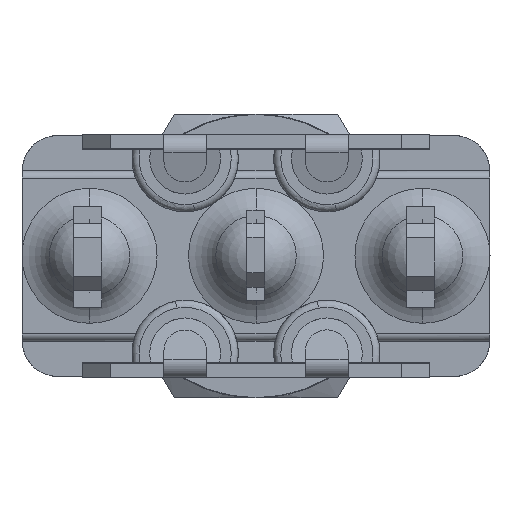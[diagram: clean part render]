
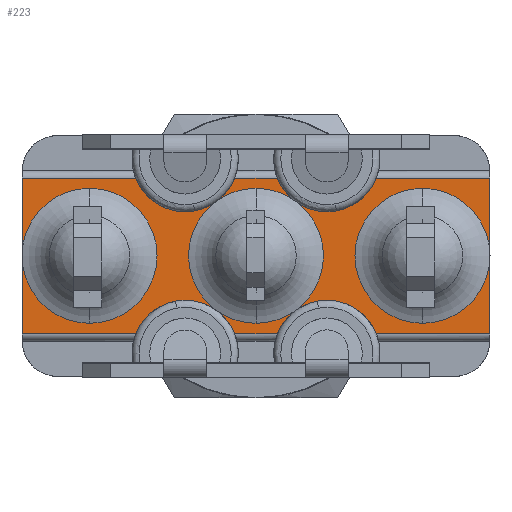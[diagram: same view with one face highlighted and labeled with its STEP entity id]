
A CAD part, front view. The second image highlights one B-rep face of the part: STEP entity #223.
In plain terms, the highlighted planar face has unit normal (0, -1, 0).
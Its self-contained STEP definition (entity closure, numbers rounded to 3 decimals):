
#223=ADVANCED_FACE('',(#1001,#1002,#1003,#1004),#1005,.T.);
#1001=FACE_OUTER_BOUND('',#2502,.T.);
#1002=FACE_BOUND('',#2503,.T.);
#1003=FACE_BOUND('',#2504,.T.);
#1004=FACE_BOUND('',#2505,.T.);
#1005=PLANE('',#2506);
#2502=EDGE_LOOP('',(#8562,#8563,#8564,#8565,#8566,#8567,#8568,#8569,#8570,#8571,#8572,#8573,#8574,#8575,#8576,#8577));
#2503=EDGE_LOOP('',(#8578,#8579,#8580,#8581));
#2504=EDGE_LOOP('',(#8582,#8583,#8584,#8585));
#2505=EDGE_LOOP('',(#8586,#8587,#8588,#8589));
#2506=AXIS2_PLACEMENT_3D('',#8590,#8591,#8592);
#8562=ORIENTED_EDGE('',*,*,#14330,.T.);
#8563=ORIENTED_EDGE('',*,*,#14198,.T.);
#8564=ORIENTED_EDGE('',*,*,#14331,.T.);
#8565=ORIENTED_EDGE('',*,*,#14332,.T.);
#8566=ORIENTED_EDGE('',*,*,#14155,.T.);
#8567=ORIENTED_EDGE('',*,*,#14333,.T.);
#8568=ORIENTED_EDGE('',*,*,#14334,.T.);
#8569=ORIENTED_EDGE('',*,*,#14335,.T.);
#8570=ORIENTED_EDGE('',*,*,#14166,.T.);
#8571=ORIENTED_EDGE('',*,*,#14336,.T.);
#8572=ORIENTED_EDGE('',*,*,#14337,.T.);
#8573=ORIENTED_EDGE('',*,*,#14173,.T.);
#8574=ORIENTED_EDGE('',*,*,#14338,.T.);
#8575=ORIENTED_EDGE('',*,*,#14339,.T.);
#8576=ORIENTED_EDGE('',*,*,#14340,.T.);
#8577=ORIENTED_EDGE('',*,*,#14341,.T.);
#8578=ORIENTED_EDGE('',*,*,#14342,.F.);
#8579=ORIENTED_EDGE('',*,*,#14343,.T.);
#8580=ORIENTED_EDGE('',*,*,#14344,.F.);
#8581=ORIENTED_EDGE('',*,*,#14345,.T.);
#8582=ORIENTED_EDGE('',*,*,#14346,.F.);
#8583=ORIENTED_EDGE('',*,*,#14347,.F.);
#8584=ORIENTED_EDGE('',*,*,#14348,.F.);
#8585=ORIENTED_EDGE('',*,*,#14349,.F.);
#8586=ORIENTED_EDGE('',*,*,#14322,.T.);
#8587=ORIENTED_EDGE('',*,*,#14320,.T.);
#8588=ORIENTED_EDGE('',*,*,#14318,.T.);
#8589=ORIENTED_EDGE('',*,*,#14324,.F.);
#8590=CARTESIAN_POINT('',(0.0,-10.95,0.0));
#8591=DIRECTION('',(0.0,-1.0,0.0));
#8592=DIRECTION('',(1.0,0.0,0.0));
#14155=EDGE_CURVE('',#16103,#16111,#16113,.T.);
#14166=EDGE_CURVE('',#16134,#16132,#16135,.T.);
#14173=EDGE_CURVE('',#16148,#16145,#16149,.T.);
#14198=EDGE_CURVE('',#16186,#16194,#16196,.T.);
#14318=EDGE_CURVE('',#16411,#16409,#16412,.T.);
#14320=EDGE_CURVE('',#16414,#16411,#16415,.T.);
#14322=EDGE_CURVE('',#16417,#16414,#16418,.T.);
#14324=EDGE_CURVE('',#16417,#16409,#16420,.T.);
#14330=EDGE_CURVE('',#16428,#16186,#16429,.T.);
#14331=EDGE_CURVE('',#16194,#16430,#16431,.T.);
#14332=EDGE_CURVE('',#16430,#16103,#16432,.T.);
#14333=EDGE_CURVE('',#16111,#16433,#16434,.T.);
#14334=EDGE_CURVE('',#16433,#16435,#16436,.T.);
#14335=EDGE_CURVE('',#16435,#16134,#16437,.T.);
#14336=EDGE_CURVE('',#16132,#16438,#16439,.T.);
#14337=EDGE_CURVE('',#16438,#16148,#16440,.T.);
#14338=EDGE_CURVE('',#16145,#16441,#16442,.T.);
#14339=EDGE_CURVE('',#16441,#16443,#16444,.T.);
#14340=EDGE_CURVE('',#16443,#16445,#16446,.T.);
#14341=EDGE_CURVE('',#16445,#16428,#16447,.T.);
#14342=EDGE_CURVE('',#16448,#16449,#16450,.T.);
#14343=EDGE_CURVE('',#16448,#16451,#16452,.T.);
#14344=EDGE_CURVE('',#16453,#16451,#16454,.T.);
#14345=EDGE_CURVE('',#16453,#16449,#16455,.T.);
#14346=EDGE_CURVE('',#16456,#16457,#16458,.T.);
#14347=EDGE_CURVE('',#16459,#16456,#16460,.T.);
#14348=EDGE_CURVE('',#16461,#16459,#16462,.T.);
#14349=EDGE_CURVE('',#16457,#16461,#16463,.T.);
#16103=VERTEX_POINT('',#19323);
#16111=VERTEX_POINT('',#19334);
#16113=CIRCLE('',#19343,1.5);
#16132=VERTEX_POINT('',#19385);
#16134=VERTEX_POINT('',#19388);
#16135=CIRCLE('',#19389,1.5);
#16145=VERTEX_POINT('',#19408);
#16148=VERTEX_POINT('',#19412);
#16149=CIRCLE('',#19413,1.5);
#16186=VERTEX_POINT('',#19489);
#16194=VERTEX_POINT('',#19500);
#16196=CIRCLE('',#19509,1.5);
#16409=VERTEX_POINT('',#19926);
#16411=VERTEX_POINT('',#19929);
#16412=LINE('',#19930,#19931);
#16414=VERTEX_POINT('',#19934);
#16415=LINE('',#19935,#19936);
#16417=VERTEX_POINT('',#19939);
#16418=LINE('',#19940,#19941);
#16420=LINE('',#19944,#19945);
#16428=VERTEX_POINT('',#19976);
#16429=CIRCLE('',#19977,1.5);
#16430=VERTEX_POINT('',#19978);
#16431=LINE('',#19979,#19980);
#16432=CIRCLE('',#19981,1.5);
#16433=VERTEX_POINT('',#19982);
#16434=LINE('',#19983,#19984);
#16435=VERTEX_POINT('',#19985);
#16436=LINE('',#19986,#19987);
#16437=LINE('',#19988,#19989);
#16438=VERTEX_POINT('',#19990);
#16439=CIRCLE('',#19991,1.5);
#16440=LINE('',#19992,#19993);
#16441=VERTEX_POINT('',#19994);
#16442=CIRCLE('',#19995,1.5);
#16443=VERTEX_POINT('',#19996);
#16444=LINE('',#19997,#19998);
#16445=VERTEX_POINT('',#19999);
#16446=LINE('',#20000,#20001);
#16447=LINE('',#20002,#20003);
#16448=VERTEX_POINT('',#20004);
#16449=VERTEX_POINT('',#20005);
#16450=LINE('',#20006,#20007);
#16451=VERTEX_POINT('',#20008);
#16452=LINE('',#20009,#20010);
#16453=VERTEX_POINT('',#20011);
#16454=LINE('',#20012,#20013);
#16455=LINE('',#20014,#20015);
#16456=VERTEX_POINT('',#20016);
#16457=VERTEX_POINT('',#20017);
#16458=LINE('',#20018,#20019);
#16459=VERTEX_POINT('',#20020);
#16460=LINE('',#20021,#20022);
#16461=VERTEX_POINT('',#20023);
#16462=LINE('',#20024,#20025);
#16463=LINE('',#20026,#20027);
#19323=CARTESIAN_POINT('',(2.0,-10.95,-1.25));
#19334=CARTESIAN_POINT('',(3.396,-10.95,-2.2));
#19343=AXIS2_PLACEMENT_3D('',#27809,#27810,#27811);
#19385=CARTESIAN_POINT('',(2.0,-10.95,1.25));
#19388=CARTESIAN_POINT('',(3.396,-10.95,2.2));
#19389=AXIS2_PLACEMENT_3D('',#27830,#27831,#27832);
#19408=CARTESIAN_POINT('',(-2.0,-10.95,1.25));
#19412=CARTESIAN_POINT('',(-0.604,-10.95,2.2));
#19413=AXIS2_PLACEMENT_3D('',#27842,#27843,#27844);
#19489=CARTESIAN_POINT('',(-2.0,-10.95,-1.25));
#19500=CARTESIAN_POINT('',(-0.604,-10.95,-2.2));
#19509=AXIS2_PLACEMENT_3D('',#27888,#27889,#27890);
#19926=CARTESIAN_POINT('',(-4.25,-10.95,1.45));
#19929=CARTESIAN_POINT('',(-5.15,-10.95,1.45));
#19930=CARTESIAN_POINT('',(-5.15,-10.95,1.45));
#19931=VECTOR('',#28042,0.9);
#19934=CARTESIAN_POINT('',(-5.15,-10.95,-1.45));
#19935=CARTESIAN_POINT('',(-5.15,-10.95,-1.45));
#19936=VECTOR('',#28044,2.9);
#19939=CARTESIAN_POINT('',(-4.25,-10.95,-1.45));
#19940=CARTESIAN_POINT('',(-4.25,-10.95,-1.45));
#19941=VECTOR('',#28046,0.9);
#19944=CARTESIAN_POINT('',(-4.25,-10.95,-1.45));
#19945=VECTOR('',#28048,2.9);
#19976=CARTESIAN_POINT('',(-3.396,-10.95,-2.2));
#19977=AXIS2_PLACEMENT_3D('',#28052,#28053,#28054);
#19978=CARTESIAN_POINT('',(0.604,-10.95,-2.2));
#19979=CARTESIAN_POINT('',(-0.604,-10.95,-2.2));
#19980=VECTOR('',#28055,1.209);
#19981=AXIS2_PLACEMENT_3D('',#28056,#28057,#28058);
#19982=CARTESIAN_POINT('',(6.6,-10.95,-2.2));
#19983=CARTESIAN_POINT('',(3.396,-10.95,-2.2));
#19984=VECTOR('',#28059,3.204);
#19985=CARTESIAN_POINT('',(6.6,-10.95,2.2));
#19986=CARTESIAN_POINT('',(6.6,-10.95,-2.2));
#19987=VECTOR('',#28060,4.4);
#19988=CARTESIAN_POINT('',(6.6,-10.95,2.2));
#19989=VECTOR('',#28061,3.204);
#19990=CARTESIAN_POINT('',(0.604,-10.95,2.2));
#19991=AXIS2_PLACEMENT_3D('',#28062,#28063,#28064);
#19992=CARTESIAN_POINT('',(0.604,-10.95,2.2));
#19993=VECTOR('',#28065,1.209);
#19994=CARTESIAN_POINT('',(-3.396,-10.95,2.2));
#19995=AXIS2_PLACEMENT_3D('',#28066,#28067,#28068);
#19996=CARTESIAN_POINT('',(-6.6,-10.95,2.2));
#19997=CARTESIAN_POINT('',(-3.396,-10.95,2.2));
#19998=VECTOR('',#28069,3.204);
#19999=CARTESIAN_POINT('',(-6.6,-10.95,-2.2));
#20000=CARTESIAN_POINT('',(-6.6,-10.95,2.2));
#20001=VECTOR('',#28070,4.4);
#20002=CARTESIAN_POINT('',(-6.6,-10.95,-2.2));
#20003=VECTOR('',#28071,3.204);
#20004=CARTESIAN_POINT('',(0.325,-10.95,1.45));
#20005=CARTESIAN_POINT('',(-0.325,-10.95,1.45));
#20006=CARTESIAN_POINT('',(0.325,-10.95,1.45));
#20007=VECTOR('',#28072,0.65);
#20008=CARTESIAN_POINT('',(0.325,-10.95,-1.45));
#20009=CARTESIAN_POINT('',(0.325,-10.95,1.45));
#20010=VECTOR('',#28073,2.9);
#20011=CARTESIAN_POINT('',(-0.325,-10.95,-1.45));
#20012=CARTESIAN_POINT('',(-0.325,-10.95,-1.45));
#20013=VECTOR('',#28074,0.65);
#20014=CARTESIAN_POINT('',(-0.325,-10.95,-1.45));
#20015=VECTOR('',#28075,2.9);
#20016=CARTESIAN_POINT('',(5.15,-10.95,1.45));
#20017=CARTESIAN_POINT('',(4.25,-10.95,1.45));
#20018=CARTESIAN_POINT('',(5.15,-10.95,1.45));
#20019=VECTOR('',#28076,0.9);
#20020=CARTESIAN_POINT('',(5.15,-10.95,-1.45));
#20021=CARTESIAN_POINT('',(5.15,-10.95,-1.45));
#20022=VECTOR('',#28077,2.9);
#20023=CARTESIAN_POINT('',(4.25,-10.95,-1.45));
#20024=CARTESIAN_POINT('',(4.25,-10.95,-1.45));
#20025=VECTOR('',#28078,0.9);
#20026=CARTESIAN_POINT('',(4.25,-10.95,1.45));
#20027=VECTOR('',#28079,2.9);
#27809=CARTESIAN_POINT('',(2.0,-10.95,-2.75));
#27810=DIRECTION('',(0.0,1.0,0.0));
#27811=DIRECTION('',(-0.93,-0.0,0.367));
#27830=CARTESIAN_POINT('',(2.0,-10.95,2.75));
#27831=DIRECTION('',(0.0,1.0,0.0));
#27832=DIRECTION('',(0.93,0.0,-0.367));
#27842=CARTESIAN_POINT('',(-2.0,-10.95,2.75));
#27843=DIRECTION('',(0.0,1.0,0.0));
#27844=DIRECTION('',(0.93,0.0,-0.367));
#27888=CARTESIAN_POINT('',(-2.0,-10.95,-2.75));
#27889=DIRECTION('',(0.0,1.0,0.0));
#27890=DIRECTION('',(-0.93,-0.0,0.367));
#28042=DIRECTION('',(1.0,0.0,0.0));
#28044=DIRECTION('',(0.0,0.0,1.0));
#28046=DIRECTION('',(-1.0,0.0,0.0));
#28048=DIRECTION('',(0.0,0.0,1.0));
#28052=CARTESIAN_POINT('',(-2.0,-10.95,-2.75));
#28053=DIRECTION('',(0.0,1.0,0.0));
#28054=DIRECTION('',(-0.93,-0.0,0.367));
#28055=DIRECTION('',(1.0,0.0,0.0));
#28056=CARTESIAN_POINT('',(2.0,-10.95,-2.75));
#28057=DIRECTION('',(0.0,1.0,0.0));
#28058=DIRECTION('',(-0.93,-0.0,0.367));
#28059=DIRECTION('',(1.0,0.0,0.0));
#28060=DIRECTION('',(0.0,0.0,1.0));
#28061=DIRECTION('',(-1.0,0.0,0.0));
#28062=CARTESIAN_POINT('',(2.0,-10.95,2.75));
#28063=DIRECTION('',(0.0,1.0,0.0));
#28064=DIRECTION('',(0.93,0.0,-0.367));
#28065=DIRECTION('',(-1.0,0.0,0.0));
#28066=CARTESIAN_POINT('',(-2.0,-10.95,2.75));
#28067=DIRECTION('',(0.0,1.0,0.0));
#28068=DIRECTION('',(0.93,0.0,-0.367));
#28069=DIRECTION('',(-1.0,0.0,0.0));
#28070=DIRECTION('',(0.0,0.0,-1.0));
#28071=DIRECTION('',(1.0,0.0,0.0));
#28072=DIRECTION('',(-1.0,0.0,0.0));
#28073=DIRECTION('',(0.0,0.0,-1.0));
#28074=DIRECTION('',(1.0,0.0,0.0));
#28075=DIRECTION('',(0.0,0.0,1.0));
#28076=DIRECTION('',(-1.0,0.0,0.0));
#28077=DIRECTION('',(0.0,0.0,1.0));
#28078=DIRECTION('',(1.0,0.0,0.0));
#28079=DIRECTION('',(0.0,0.0,-1.0));
